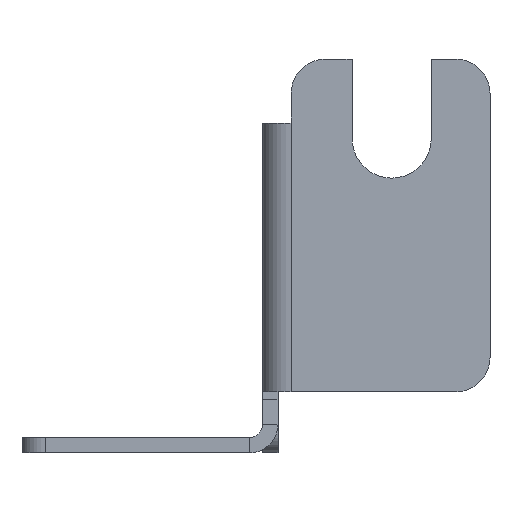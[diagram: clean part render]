
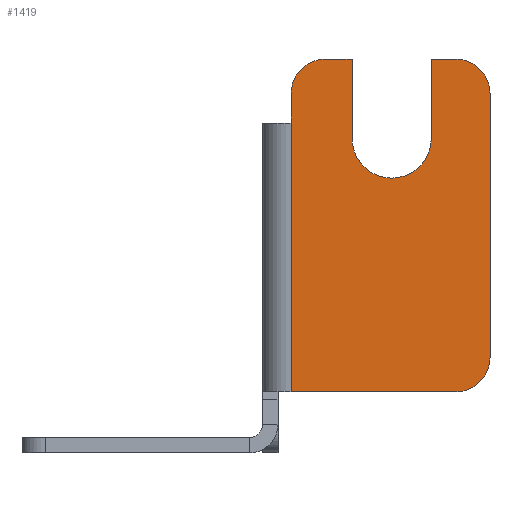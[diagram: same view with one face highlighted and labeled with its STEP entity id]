
A CAD part, left-side view. The second image highlights one B-rep face of the part: STEP entity #1419.
In plain terms, the highlighted planar face has unit normal (-1, 0, 0).
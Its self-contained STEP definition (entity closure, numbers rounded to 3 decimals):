
#59=CIRCLE('',#1570,1.91);
#60=CIRCLE('',#1571,1.91);
#61=CIRCLE('',#1572,1.91);
#62=CIRCLE('',#1573,2.21);
#113=FACE_OUTER_BOUND('',#197,.T.);
#197=EDGE_LOOP('',(#990,#991,#992,#993,#994,#995,#996,#997,#998,#999,#1000,
#1001));
#321=LINE('',#2226,#480);
#322=LINE('',#2228,#481);
#323=LINE('',#2232,#482);
#324=LINE('',#2234,#483);
#325=LINE('',#2236,#484);
#326=LINE('',#2240,#485);
#327=LINE('',#2244,#486);
#328=LINE('',#2246,#487);
#480=VECTOR('',#1764,4.44);
#481=VECTOR('',#1765,1.493);
#482=VECTOR('',#1768,1.67);
#483=VECTOR('',#1769,15.01);
#484=VECTOR('',#1770,9.193);
#485=VECTOR('',#1773,14.77);
#486=VECTOR('',#1776,1.37);
#487=VECTOR('',#1777,4.44);
#636=VERTEX_POINT('',#2224);
#637=VERTEX_POINT('',#2225);
#638=VERTEX_POINT('',#2227);
#639=VERTEX_POINT('',#2229);
#640=VERTEX_POINT('',#2231);
#641=VERTEX_POINT('',#2233);
#642=VERTEX_POINT('',#2235);
#643=VERTEX_POINT('',#2237);
#644=VERTEX_POINT('',#2239);
#645=VERTEX_POINT('',#2241);
#646=VERTEX_POINT('',#2243);
#647=VERTEX_POINT('',#2245);
#771=EDGE_CURVE('',#636,#637,#321,.T.);
#772=EDGE_CURVE('',#638,#636,#322,.T.);
#773=EDGE_CURVE('',#638,#639,#59,.T.);
#774=EDGE_CURVE('',#639,#640,#323,.T.);
#775=EDGE_CURVE('',#641,#640,#324,.T.);
#776=EDGE_CURVE('',#641,#642,#325,.T.);
#777=EDGE_CURVE('',#642,#643,#60,.T.);
#778=EDGE_CURVE('',#643,#644,#326,.T.);
#779=EDGE_CURVE('',#644,#645,#61,.T.);
#780=EDGE_CURVE('',#646,#645,#327,.T.);
#781=EDGE_CURVE('',#647,#646,#328,.T.);
#782=EDGE_CURVE('',#637,#647,#62,.T.);
#990=ORIENTED_EDGE('',*,*,#771,.F.);
#991=ORIENTED_EDGE('',*,*,#772,.F.);
#992=ORIENTED_EDGE('',*,*,#773,.T.);
#993=ORIENTED_EDGE('',*,*,#774,.T.);
#994=ORIENTED_EDGE('',*,*,#775,.F.);
#995=ORIENTED_EDGE('',*,*,#776,.T.);
#996=ORIENTED_EDGE('',*,*,#777,.T.);
#997=ORIENTED_EDGE('',*,*,#778,.T.);
#998=ORIENTED_EDGE('',*,*,#779,.T.);
#999=ORIENTED_EDGE('',*,*,#780,.F.);
#1000=ORIENTED_EDGE('',*,*,#781,.F.);
#1001=ORIENTED_EDGE('',*,*,#782,.F.);
#1360=PLANE('',#1569);
#1419=ADVANCED_FACE('',(#113),#1360,.F.);
#1569=AXIS2_PLACEMENT_3D('',#2223,#1762,#1763);
#1570=AXIS2_PLACEMENT_3D('',#2230,#1766,#1767);
#1571=AXIS2_PLACEMENT_3D('',#2238,#1771,#1772);
#1572=AXIS2_PLACEMENT_3D('',#2242,#1774,#1775);
#1573=AXIS2_PLACEMENT_3D('',#2247,#1778,#1779);
#1762=DIRECTION('center_axis',(1.,0.,0.));
#1763=DIRECTION('ref_axis',(0.,1.,0.));
#1764=DIRECTION('',(0.,0.,-1.));
#1765=DIRECTION('',(0.,-1.,0.));
#1766=DIRECTION('center_axis',(-1.,0.,0.));
#1767=DIRECTION('ref_axis',(0.,1.,0.));
#1768=DIRECTION('',(0.,0.,-1.));
#1769=DIRECTION('',(0.,0.,1.));
#1770=DIRECTION('',(0.,-1.,0.));
#1771=DIRECTION('center_axis',(-1.,0.,0.));
#1772=DIRECTION('ref_axis',(0.,1.,0.));
#1773=DIRECTION('',(0.,0.,1.));
#1774=DIRECTION('center_axis',(-1.,0.,0.));
#1775=DIRECTION('ref_axis',(0.,1.,0.));
#1776=DIRECTION('',(0.,-1.,0.));
#1777=DIRECTION('',(0.,0.,1.));
#1778=DIRECTION('center_axis',(-1.,0.,0.));
#1779=DIRECTION('ref_axis',(0.,1.,0.));
#2223=CARTESIAN_POINT('Origin',(-0.86,0.,0.));
#2224=CARTESIAN_POINT('',(-0.86,-5.,3.58));
#2225=CARTESIAN_POINT('',(-0.86,-5.,-0.86));
#2226=CARTESIAN_POINT('',(-0.86,-5.,3.58));
#2227=CARTESIAN_POINT('',(-0.86,-3.507,3.58));
#2228=CARTESIAN_POINT('',(-0.86,-3.507,3.58));
#2229=CARTESIAN_POINT('',(-0.86,-1.597,1.67));
#2230=CARTESIAN_POINT('Origin',(-0.86,-3.507,1.67));
#2231=CARTESIAN_POINT('',(-0.86,-1.597,0.));
#2232=CARTESIAN_POINT('',(-0.86,-1.597,1.67));
#2233=CARTESIAN_POINT('',(-0.86,-1.597,-15.01));
#2234=CARTESIAN_POINT('',(-0.86,-1.597,-15.01));
#2235=CARTESIAN_POINT('',(-0.86,-10.79,-15.01));
#2236=CARTESIAN_POINT('',(-0.86,-1.597,-15.01));
#2237=CARTESIAN_POINT('',(-0.86,-12.7,-13.1));
#2238=CARTESIAN_POINT('Origin',(-0.86,-10.79,-13.1));
#2239=CARTESIAN_POINT('',(-0.86,-12.7,1.67));
#2240=CARTESIAN_POINT('',(-0.86,-12.7,-13.1));
#2241=CARTESIAN_POINT('',(-0.86,-10.79,3.58));
#2242=CARTESIAN_POINT('Origin',(-0.86,-10.79,1.67));
#2243=CARTESIAN_POINT('',(-0.86,-9.42,3.58));
#2244=CARTESIAN_POINT('',(-0.86,-9.42,3.58));
#2245=CARTESIAN_POINT('',(-0.86,-9.42,-0.86));
#2246=CARTESIAN_POINT('',(-0.86,-9.42,-0.86));
#2247=CARTESIAN_POINT('Origin',(-0.86,-7.21,-0.86));
